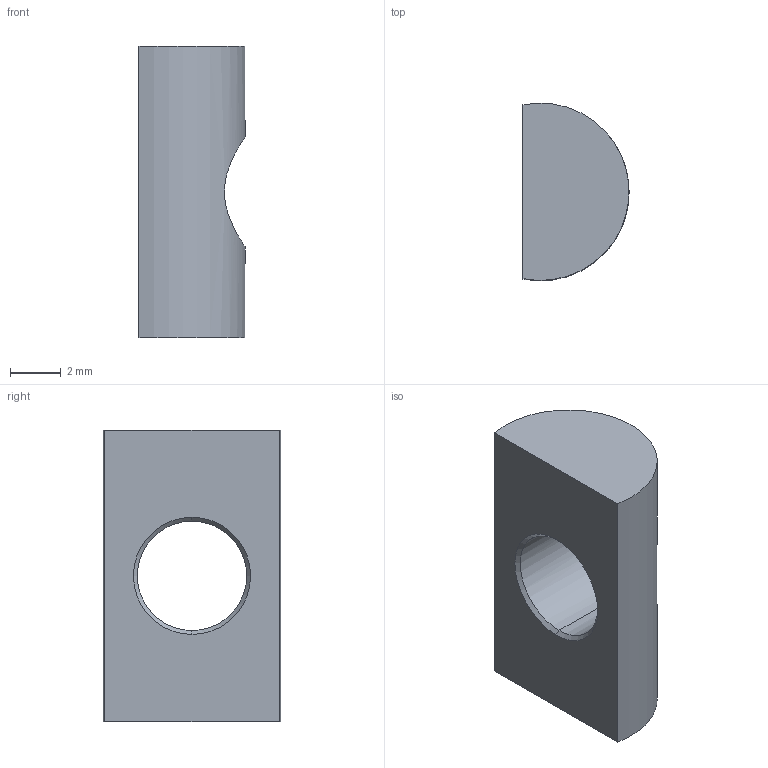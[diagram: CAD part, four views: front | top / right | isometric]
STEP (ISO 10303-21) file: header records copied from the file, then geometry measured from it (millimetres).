
FILE_DESCRIPTION (( 'STEP AP214' ), '1' );
FILE_NAME ('W11-1-M4.STEP', '2016-08-03T18:47:47', ( '' ), ( '' ), 'SwSTEP 2.0', 'SolidWorks 2014', '' );
FILE_SCHEMA (( 'AUTOMOTIVE_DESIGN' ));
Length unit declared in the file: metre
Products named in the file (1): W11-1-M4
Bounding box: 4.19 x 7 x 11.51 mm (x, y, z)
Volume: 217.3 mm3; surface area: 289.1 mm2
Topology: 1 solids, 1 shells, 10 faces, 21 edges, 13 vertices
Faces by surface type: cylinder 3, plane 3, bspline 2, cone 2
Entity records: 1817 total; most frequent: CARTESIAN_POINT 1577, ORIENTED_EDGE 42, DIRECTION 38, EDGE_CURVE 21, AXIS2_PLACEMENT_3D 15, VERTEX_POINT 13, EDGE_LOOP 12, FACE_OUTER_BOUND 10
